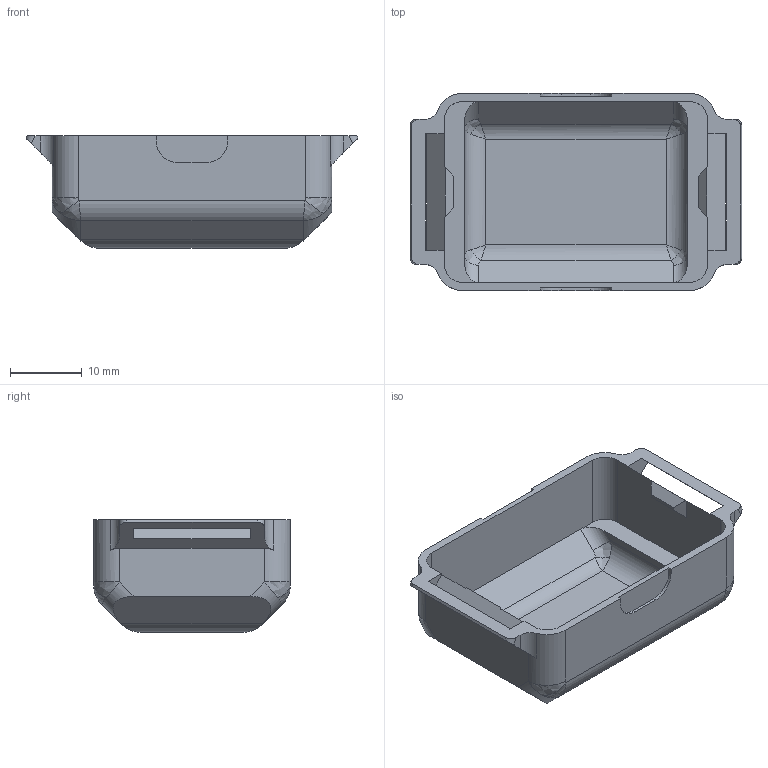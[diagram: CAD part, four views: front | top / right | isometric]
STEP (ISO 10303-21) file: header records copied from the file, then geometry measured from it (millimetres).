
FILE_DESCRIPTION(/* description */ ('Unknown'),/* implementation_level */ '2;1');
FILE_NAME(/* name */ 'CASE UPDATED FOR LED 2',/* time_stamp */ '2024-12-04T15:37:10-08:00',/* author */ ('Unknown'),/* organization */ ('Unknown'),/* preprocessor_version */ 'ST-DEVELOPER v16.7',/* originating_system */ 'Solid Edge',/* authorisation */ 'Unknown');
FILE_SCHEMA (('AUTOMOTIVE_DESIGN {1 0 10303 214 3 1 1}'));
Length unit declared in the file: millimetre
Products named in the file (1): Case
Bounding box: 46.25 x 27.46 x 15.7 mm (x, y, z)
Volume: 2961.6 mm3; surface area: 5421.6 mm2
Topology: 1 solids, 1 shells, 113 faces, 312 edges, 192 vertices
Faces by surface type: plane 55, cylinder 38, bspline 16, sphere 4
Entity records: 4497 total; most frequent: CARTESIAN_POINT 822, ORIENTED_EDGE 608, DIRECTION 608, EDGE_CURVE 304, AXIS2_PLACEMENT_3D 210, VERTEX_POINT 192, LINE 188, VECTOR 188
